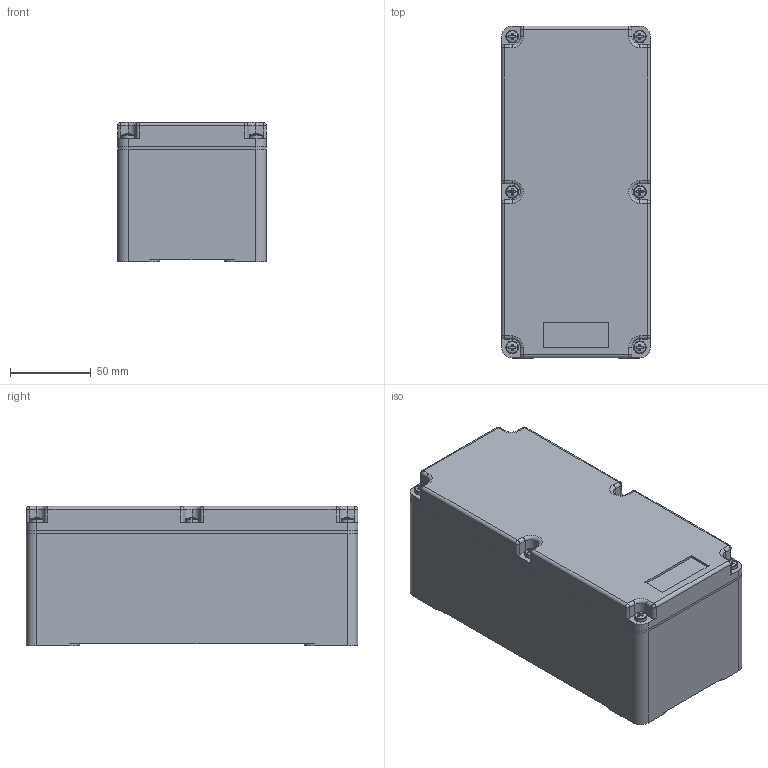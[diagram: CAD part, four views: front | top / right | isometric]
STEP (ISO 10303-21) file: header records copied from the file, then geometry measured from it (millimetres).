
FILE_DESCRIPTION(('Creo Elements/Direct Modeling STEP Export'),'2;1');
FILE_NAME('0ln7uvk43sk9j9q844','2016-07-25T 8:38:26',(''),(''),'PTC Creo Elements/Direct Modeling STEP processor for AP214 (Solid Model)','PTC Creo Elements/Direct Modeling 19.0B 21-Mar-2015 (C) Parametric Technology GmbH','');
FILE_SCHEMA(('AUTOMOTIVE_DESIGN { 1 0 10303 214 1 1 1 1 }'));
Length unit declared in the file: millimetre
Products named in the file (3): COVER; BOX; AP_0920
Assembly tree (2 placements, depth 2):
  AP_0920
    BOX
    COVER
Bounding box: 92.02 x 205.02 x 86 mm (x, y, z)
Volume: 375175.1 mm3; surface area: 188933.7 mm2
Topology: 2 solids, 8 shells, 1109 faces, 2970 edges, 1951 vertices
Faces by surface type: plane 844, cylinder 211, sphere 28, torus 22, cone 4
Entity records: 33002 total; most frequent: ORIENTED_EDGE 5916, CARTESIAN_POINT 5747, DIRECTION 5274, EDGE_CURVE 2958, VECTOR 2270, LINE 2270, VERTEX_POINT 1951, AXIS2_PLACEMENT_3D 1502
